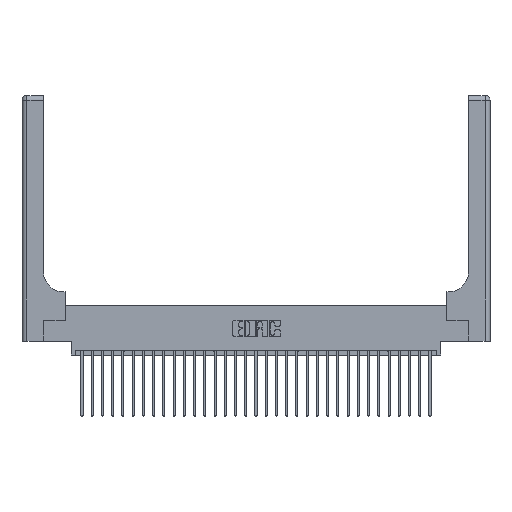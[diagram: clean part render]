
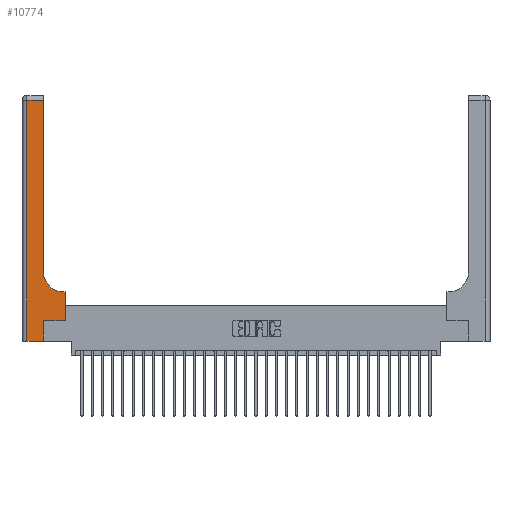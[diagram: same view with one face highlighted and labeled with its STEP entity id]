
A CAD part, top view. The second image highlights one B-rep face of the part: STEP entity #10774.
In plain terms, the highlighted planar face has unit normal (0, 0, 1).
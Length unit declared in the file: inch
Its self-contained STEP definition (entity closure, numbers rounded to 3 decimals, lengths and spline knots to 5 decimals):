
#818 = DIRECTION ( 'NONE',  ( 0., 1., 0. ) ) ;
#1094 = CARTESIAN_POINT ( 'NONE',  ( 0.26, 0.6, 0.37 ) ) ;
#1100 = LINE ( 'NONE', #10238, #20027 ) ;
#1783 = CIRCLE ( 'NONE', #29020, 0.25 ) ;
#1829 = EDGE_CURVE ( 'NONE', #15952, #26191, #29042, .T. ) ;
#1838 = CARTESIAN_POINT ( 'NONE',  ( 0.265, 0.25, 0.37 ) ) ;
#2722 = ORIENTED_EDGE ( 'NONE', *, *, #18597, .T. ) ;
#2788 = CARTESIAN_POINT ( 'NONE',  ( 0.528, 0.6, 0.37 ) ) ;
#3200 = LINE ( 'NONE', #1094, #3203 ) ;
#3203 = VECTOR ( 'NONE', #5609, 39.37008 ) ;
#3210 = LINE ( 'NONE', #24188, #27681 ) ;
#3685 = ORIENTED_EDGE ( 'NONE', *, *, #19943, .T. ) ;
#4353 = ORIENTED_EDGE ( 'NONE', *, *, #12104, .T. ) ;
#4397 = ORIENTED_EDGE ( 'NONE', *, *, #12571, .T. ) ;
#5122 = EDGE_CURVE ( 'NONE', #11358, #23621, #27180, .T. ) ;
#5482 = EDGE_CURVE ( 'NONE', #23621, #26134, #21341, .T. ) ;
#5609 = DIRECTION ( 'NONE',  ( -1., 0., 0. ) ) ;
#5716 = VERTEX_POINT ( 'NONE', #13803 ) ;
#5743 = VERTEX_POINT ( 'NONE', #14085 ) ;
#5748 = DIRECTION ( 'NONE',  ( 1., 0., 0. ) ) ;
#5774 = VERTEX_POINT ( 'NONE', #11703 ) ;
#6049 = DIRECTION ( 'NONE',  ( 0., -1., 0. ) ) ;
#7426 = VECTOR ( 'NONE', #12761, 39.37008 ) ;
#8045 = CARTESIAN_POINT ( 'NONE',  ( 0.26, 0.85, 0.37 ) ) ;
#8096 = ORIENTED_EDGE ( 'NONE', *, *, #5122, .T. ) ;
#9149 = LINE ( 'NONE', #20861, #24343 ) ;
#9178 = FACE_OUTER_BOUND ( 'NONE', #12752, .T. ) ;
#10035 = VECTOR ( 'NONE', #28286, 39.37008 ) ;
#10238 = CARTESIAN_POINT ( 'NONE',  ( 0.528, 0.25, 0.37 ) ) ;
#10492 = ORIENTED_EDGE ( 'NONE', *, *, #18591, .T. ) ;
#10698 = DIRECTION ( 'NONE',  ( 0., 1., 0. ) ) ;
#10774 = ADVANCED_FACE ( 'NONE', ( #9178 ), #20885, .F. ) ;
#10785 = CARTESIAN_POINT ( 'NONE',  ( 0.26, 3., 0.37 ) ) ;
#11358 = VERTEX_POINT ( 'NONE', #26330 ) ;
#11703 = CARTESIAN_POINT ( 'NONE',  ( 0.06, 2.94, 0.37 ) ) ;
#11840 = DIRECTION ( 'NONE',  ( 1., 0., 0. ) ) ;
#12104 = EDGE_CURVE ( 'NONE', #26134, #16254, #1100, .T. ) ;
#12571 = EDGE_CURVE ( 'NONE', #26191, #5774, #21427, .T. ) ;
#12752 = EDGE_LOOP ( 'NONE', ( #19699, #4397, #3685, #13265, #8096, #17031, #4353, #2722, #10492 ) ) ;
#12761 = DIRECTION ( 'NONE',  ( 1., 0., 0. ) ) ;
#12779 = DIRECTION ( 'NONE',  ( 0., 0., -1. ) ) ;
#13041 = CARTESIAN_POINT ( 'NONE',  ( 0.265, 0.25, 0.37 ) ) ;
#13265 = ORIENTED_EDGE ( 'NONE', *, *, #20597, .T. ) ;
#13803 = CARTESIAN_POINT ( 'NONE',  ( 0.06, 0., 0.37 ) ) ;
#14085 = CARTESIAN_POINT ( 'NONE',  ( 0.51, 0.6, 0.37 ) ) ;
#14102 = DIRECTION ( 'NONE',  ( -1., 0., 0. ) ) ;
#14571 = DIRECTION ( 'NONE',  ( 0., 1., 0. ) ) ;
#14621 = VECTOR ( 'NONE', #10698, 39.37008 ) ;
#15100 = CARTESIAN_POINT ( 'NONE',  ( 0.528, 0.25, 0.37 ) ) ;
#15952 = VERTEX_POINT ( 'NONE', #8045 ) ;
#16254 = VERTEX_POINT ( 'NONE', #2788 ) ;
#17031 = ORIENTED_EDGE ( 'NONE', *, *, #5482, .T. ) ;
#17312 = VECTOR ( 'NONE', #14571, 39.37008 ) ;
#18591 = EDGE_CURVE ( 'NONE', #5743, #15952, #1783, .T. ) ;
#18597 = EDGE_CURVE ( 'NONE', #16254, #5743, #3200, .T. ) ;
#19186 = CARTESIAN_POINT ( 'NONE',  ( 0., 2.94, 0.37 ) ) ;
#19699 = ORIENTED_EDGE ( 'NONE', *, *, #1829, .T. ) ;
#19943 = EDGE_CURVE ( 'NONE', #5774, #5716, #3210, .T. ) ;
#20027 = VECTOR ( 'NONE', #818, 39.37008 ) ;
#20597 = EDGE_CURVE ( 'NONE', #5716, #11358, #9149, .T. ) ;
#20861 = CARTESIAN_POINT ( 'NONE',  ( 0., 0., 0.37 ) ) ;
#20885 = PLANE ( 'NONE',  #28397 ) ;
#21341 = LINE ( 'NONE', #1838, #7426 ) ;
#21427 = LINE ( 'NONE', #19186, #10035 ) ;
#21927 = CARTESIAN_POINT ( 'NONE',  ( 0.51, 0.85, 0.37 ) ) ;
#23621 = VERTEX_POINT ( 'NONE', #13041 ) ;
#24188 = CARTESIAN_POINT ( 'NONE',  ( 0.06, 3., 0.37 ) ) ;
#24343 = VECTOR ( 'NONE', #11840, 39.37008 ) ;
#24967 = CARTESIAN_POINT ( 'NONE',  ( 0.26, 2.94, 0.37 ) ) ;
#25216 = CARTESIAN_POINT ( 'NONE',  ( 0., 3., 0.37 ) ) ;
#26134 = VERTEX_POINT ( 'NONE', #15100 ) ;
#26191 = VERTEX_POINT ( 'NONE', #24967 ) ;
#26330 = CARTESIAN_POINT ( 'NONE',  ( 0.265, 0., 0.37 ) ) ;
#27180 = LINE ( 'NONE', #29258, #14621 ) ;
#27681 = VECTOR ( 'NONE', #6049, 39.37008 ) ;
#27890 = DIRECTION ( 'NONE',  ( 0., 0., -1. ) ) ;
#28286 = DIRECTION ( 'NONE',  ( -1., 0., 0. ) ) ;
#28397 = AXIS2_PLACEMENT_3D ( 'NONE', #25216, #27890, #14102 ) ;
#29020 = AXIS2_PLACEMENT_3D ( 'NONE', #21927, #12779, #5748 ) ;
#29042 = LINE ( 'NONE', #10785, #17312 ) ;
#29258 = CARTESIAN_POINT ( 'NONE',  ( 0.265, 0., 0.37 ) ) ;
